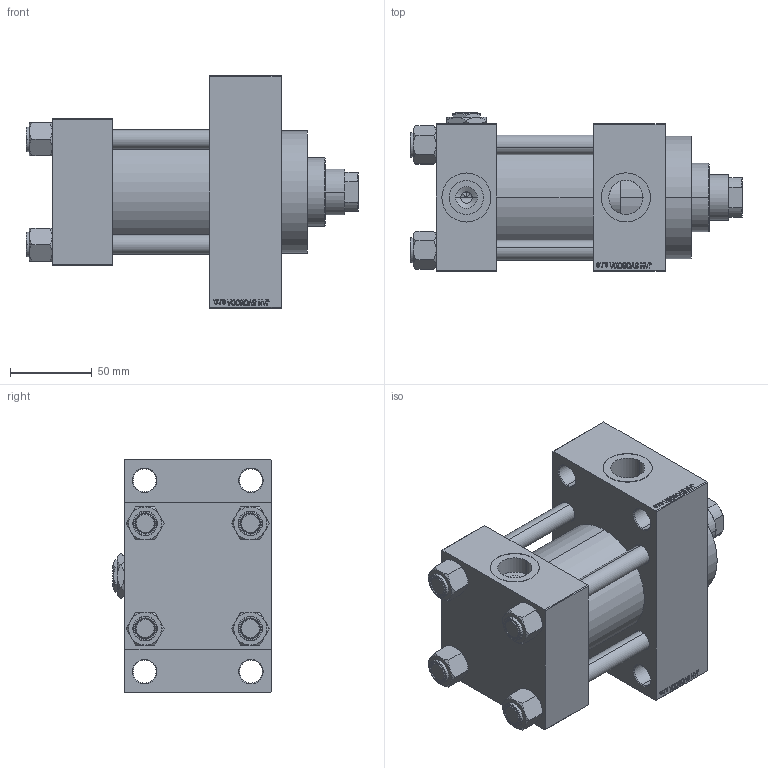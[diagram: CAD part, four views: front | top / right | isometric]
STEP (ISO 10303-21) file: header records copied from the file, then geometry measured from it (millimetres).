
FILE_DESCRIPTION (( 'STEP AP203' ), '1' );
FILE_NAME ('c4aa.STEP', '2023-08-23T08:08:34', ( '' ), ( '' ), 'SwSTEP 2.0', 'SolidWorks 2019', '' );
FILE_SCHEMA (( 'CONFIG_CONTROL_DESIGN' ));
Length unit declared in the file: millimetre
Products named in the file (7): V215CR_D_TYCINKA a88c08a55149ab6a9a7fc93dc7f46c9f; V215_VC_A a88c08a55149ab6a9a7fc93dc7f46c9f; V215CR_VCP_D a88c08a55149ab6a9a7fc93dc7f46c9f; NUT_M5_D a88c08a55149ab6a9a7fc93dc7f46c9f; V215CR_D_Body a88c08a55149ab6a9a7fc93dc7f46c9f; c4aa; Zatka_pro_OIL_PORT a88c08a55149ab6a9a7fc93dc7f46c9f
Assembly tree (12 placements, depth 2):
  c4aa
    V215CR_D_Body a88c08a55149ab6a9a7fc93dc7f46c9f
    V215CR_VCP_D a88c08a55149ab6a9a7fc93dc7f46c9f
    NUT_M5_D a88c08a55149ab6a9a7fc93dc7f46c9f  x4
    V215CR_D_TYCINKA a88c08a55149ab6a9a7fc93dc7f46c9f  x4
    V215_VC_A a88c08a55149ab6a9a7fc93dc7f46c9f
    Zatka_pro_OIL_PORT a88c08a55149ab6a9a7fc93dc7f46c9f
Bounding box: 203 x 97 x 142 mm (x, y, z)
Volume: 1093893.1 mm3; surface area: 203085.3 mm2
Topology: 12 solids, 12 shells, 1156 faces, 2872 edges, 1854 vertices
Faces by surface type: plane 521, bspline 368, cone 164, cylinder 95, torus 8
Entity records: 48971 total; most frequent: CARTESIAN_POINT 25598, ORIENTED_EDGE 5236, DIRECTION 3410, EDGE_CURVE 2618, VERTEX_POINT 1710, LINE 1546, VECTOR 1546, EDGE_LOOP 1172
